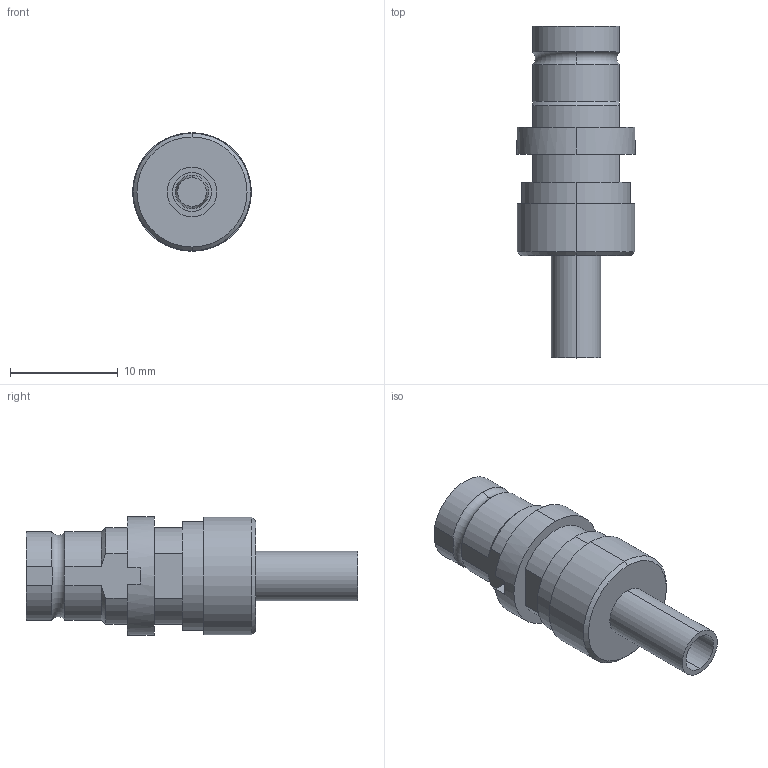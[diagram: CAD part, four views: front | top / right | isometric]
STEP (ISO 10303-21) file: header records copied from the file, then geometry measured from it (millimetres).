
FILE_DESCRIPTION((''),'2;1');
FILE_NAME('2','2021-08-14T',('Administrator'),(''),'PRO/ENGINEER BY PARAMETRIC TECHNOLOGY CORPORATION, 2012090','PRO/ENGINEER BY PARAMETRIC TECHNOLOGY CORPORATION, 2012090','');
FILE_SCHEMA(('CONFIG_CONTROL_DESIGN'));
Length unit declared in the file: millimetre
Products named in the file (1): 2
Bounding box: 11 x 30.8 x 11 mm (x, y, z)
Volume: 1459.8 mm3; surface area: 1402.4 mm2
Topology: 1 solids, 1 shells, 85 faces, 203 edges, 131 vertices
Faces by surface type: cylinder 36, plane 29, cone 12, bspline 6, torus 2
Entity records: 3742 total; most frequent: CARTESIAN_POINT 1734, DIRECTION 408, ORIENTED_EDGE 406, EDGE_CURVE 203, AXIS2_PLACEMENT_3D 159, VERTEX_POINT 131, EDGE_LOOP 96, VECTOR 90
